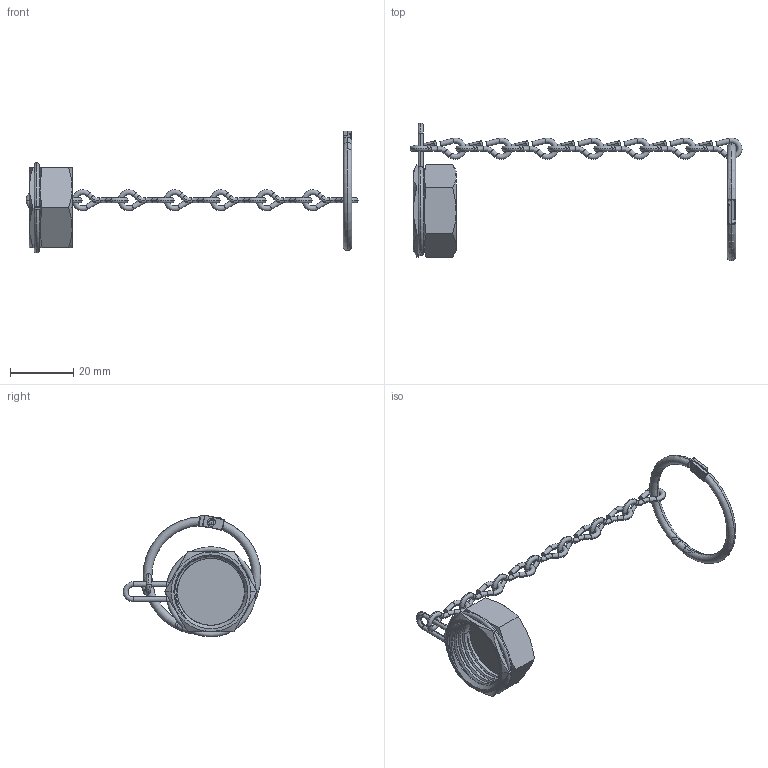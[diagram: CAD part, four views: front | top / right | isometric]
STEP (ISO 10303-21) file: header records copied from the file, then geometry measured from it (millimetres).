
FILE_DESCRIPTION (( 'STEP AP203' ), '1' );
FILE_NAME ('CAP-540CH-PR.STEP', '2025-08-21T14:33:18', ( '' ), ( '' ), 'SwSTEP 2.0', 'SolidWorks 2018', '' );
FILE_SCHEMA (( 'CONFIG_CONTROL_DESIGN' ));
Length unit declared in the file: inch
Products named in the file (9): PRT-000108; ASY-000291; PRT-000010; PRT-000941; CAP-540CH-PR; PRT-002255_SMALL PIN; PRT-002245_RING-1.187D HALF; PRT-002239_BRASS; ASY-000418_Straight Chain
Assembly tree (15 placements, depth 3):
  CAP-540CH-PR
    PRT-000941
    PRT-000108
    PRT-000010
    ASY-000418_Straight Chain
      PRT-002239_BRASS  x7
    ASY-000291
      PRT-002245_RING-1.187D HALF  x2
      PRT-002255_SMALL PIN
Bounding box: 105.14 x 43.65 x 38.58 mm (x, y, z)
Volume: 5692 mm3; surface area: 7179.8 mm2
Topology: 13 solids, 13 shells, 306 faces, 693 edges, 405 vertices
Faces by surface type: cylinder 116, torus 70, plane 56, bspline 39, sphere 16, cone 9
Entity records: 8361 total; most frequent: CARTESIAN_POINT 4242, DIRECTION 638, ORIENTED_EDGE 612, EDGE_CURVE 306, AXIS2_PLACEMENT_3D 273, VERTEX_POINT 184, EDGE_LOOP 144, FACE_OUTER_BOUND 138
